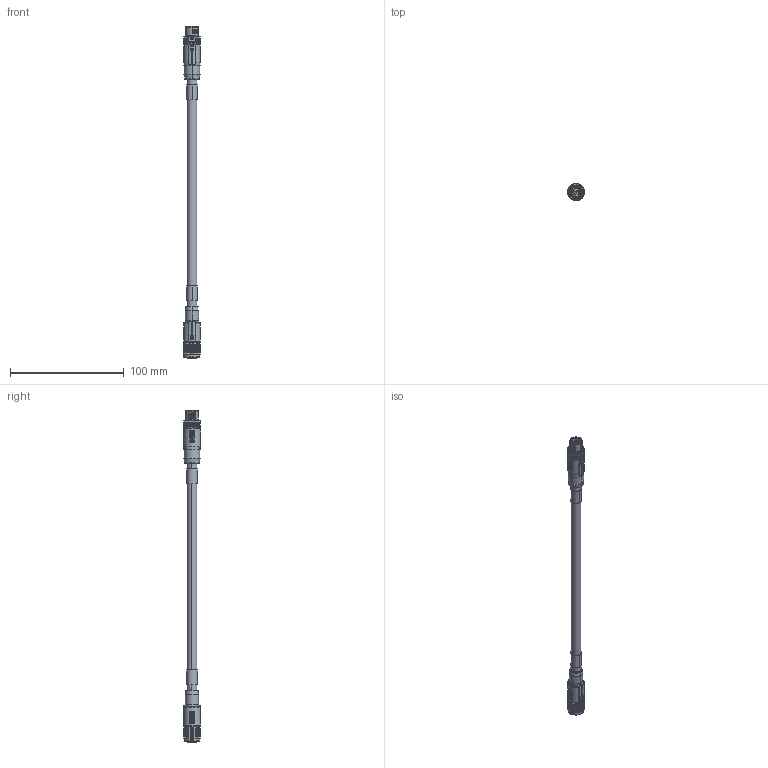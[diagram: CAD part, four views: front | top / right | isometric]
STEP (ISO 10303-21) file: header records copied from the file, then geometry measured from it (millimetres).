
FILE_DESCRIPTION(('HOOPS Exchange Step'),'2;1');
FILE_NAME('export-4A3830F5-35E8-43B7-8EFF-B01B435D955D.stp','2021-02-04T21:23:07+01:00',('Engineering'),('Alibre'),'HOOPS Exchange 2020.1','Alibre','Unknown authorisation');
FILE_SCHEMA( ('AP242_MANAGED_MODEL_BASED_3D_ENGINEERING_MIM_LF {1 0 10303 442 1 1 4 }') );
Length unit declared in the file: millimetre
Products named in the file (1): 5465 M12 12 Pole Cable L=3000mm MALE-FEMALE Straight Shielded
Bounding box: 15 x 15.01 x 292.3 mm (x, y, z)
Volume: 24196.4 mm3
Topology: 1 solids, 1 shells, 1777 faces, 4665 edges, 3001 vertices
Faces by surface type: plane 959, cylinder 388, bspline 243, torus 90, cone 69, sphere 28
Entity records: 75849 total; most frequent: CARTESIAN_POINT 33939, ORIENTED_EDGE 9258, DIRECTION 7818, EDGE_CURVE 4629, VERTEX_POINT 3001, AXIS2_PLACEMENT_3D 2647, VECTOR 2524, LINE 2524
